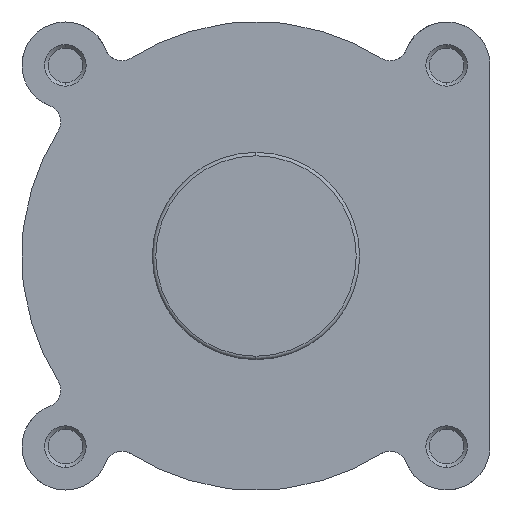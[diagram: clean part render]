
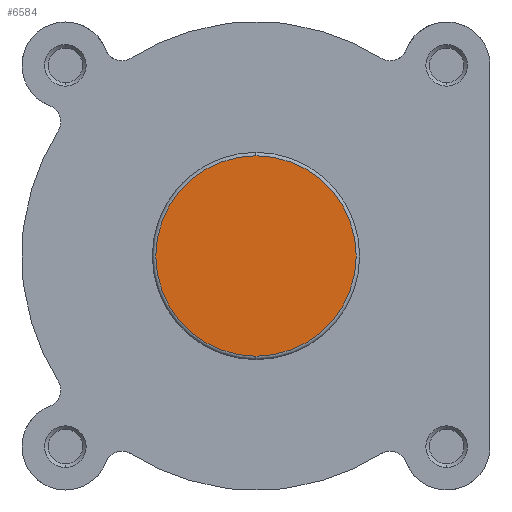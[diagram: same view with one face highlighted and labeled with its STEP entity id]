
A CAD part, left-side view. The second image highlights one B-rep face of the part: STEP entity #6584.
In plain terms, the highlighted planar face has unit normal (-1, 0, 0).
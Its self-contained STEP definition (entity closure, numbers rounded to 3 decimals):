
#639 = CARTESIAN_POINT ( 'NONE',  ( 0., 0., 0. ) ) ;
#650 = DIRECTION ( 'NONE',  ( -1., 0., 0. ) ) ;
#651 = DIRECTION ( 'NONE',  ( 0., 0., -1. ) ) ;
#1152 = CIRCLE ( 'NONE', #2891, 28.9 ) ;
#1613 = CARTESIAN_POINT ( 'NONE',  ( 0., 29.9, 0. ) ) ;
#1614 = PLANE ( 'NONE',  #2471 ) ;
#1616 = DIRECTION ( 'NONE',  ( 1., 0., 0. ) ) ;
#1617 = DIRECTION ( 'NONE',  ( 0., 0., -1. ) ) ;
#2376 = CARTESIAN_POINT ( 'NONE',  ( 0., 0., 0. ) ) ;
#2386 = DIRECTION ( 'NONE',  ( -1., 0., 0. ) ) ;
#2387 = DIRECTION ( 'NONE',  ( 0., 0., -1. ) ) ;
#2471 = AXIS2_PLACEMENT_3D ( 'NONE', #1613, #1616, #1617 ) ;
#2772 = AXIS2_PLACEMENT_3D ( 'NONE', #2376, #2386, #2387 ) ;
#2891 = AXIS2_PLACEMENT_3D ( 'NONE', #639, #650, #651 ) ;
#2967 = EDGE_LOOP ( 'NONE', ( #6281, #6683 ) ) ;
#3464 = VERTEX_POINT ( 'NONE', #3578 ) ;
#3491 = VERTEX_POINT ( 'NONE', #3871 ) ;
#3578 = CARTESIAN_POINT ( 'NONE',  ( 0., 0., 28.9 ) ) ;
#3871 = CARTESIAN_POINT ( 'NONE',  ( 0., 0., -28.9 ) ) ;
#4813 = FACE_OUTER_BOUND ( 'NONE', #2967, .T. ) ;
#5228 = CIRCLE ( 'NONE', #2772, 28.9 ) ;
#6281 = ORIENTED_EDGE ( 'NONE', *, *, #7323, .T. ) ;
#6584 = ADVANCED_FACE ( 'NONE', ( #4813 ), #1614, .F. ) ;
#6683 = ORIENTED_EDGE ( 'NONE', *, *, #7043, .T. ) ;
#7043 = EDGE_CURVE ( 'NONE', #3464, #3491, #5228, .T. ) ;
#7323 = EDGE_CURVE ( 'NONE', #3491, #3464, #1152, .T. ) ;
